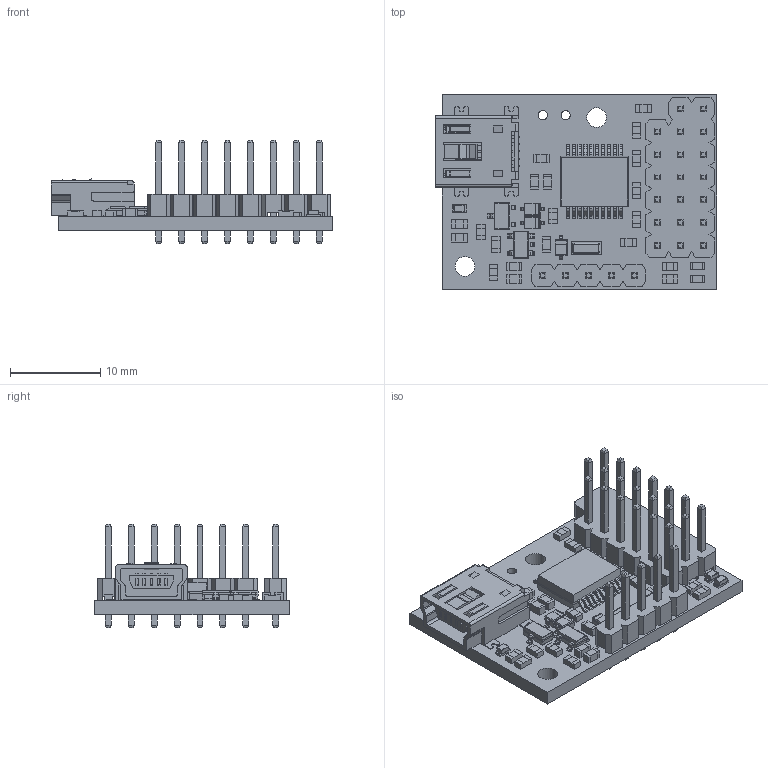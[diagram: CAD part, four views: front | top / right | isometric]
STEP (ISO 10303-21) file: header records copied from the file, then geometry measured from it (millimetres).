
FILE_DESCRIPTION (( 'STEP AP214' ), '1' );
FILE_NAME ('micro-maestro-6-channel-usb-servo-controller.step', '2017-07-05T20:20:42', ( '' ), ( '' ), 'SwSTEP 2.0', 'SolidWorks 2016', '' );
FILE_SCHEMA (( 'AUTOMOTIVE_DESIGN' ));
Length unit declared in the file: millimetre
Products named in the file (1): micro-maestro-6-channel-usb-servo-controller
Bounding box: 31.24 x 21.59 x 11.5 mm (x, y, z)
Volume: 1719.6 mm3; surface area: 3761.2 mm2
Topology: 3 solids, 3 shells, 2199 faces, 5819 edges, 3718 vertices
Faces by surface type: plane 1765, cylinder 263, bspline 167, torus 4
Full cylindrical faces by diameter (mm): 1.016 x29, 2.184 x2
Entity records: 96709 total; most frequent: CARTESIAN_POINT 18901, ORIENTED_EDGE 11576, DIRECTION 9954, EDGE_CURVE 5788, VECTOR 4940, LINE 4940, VERTEX_POINT 3718, AXIS2_PLACEMENT_3D 2507
